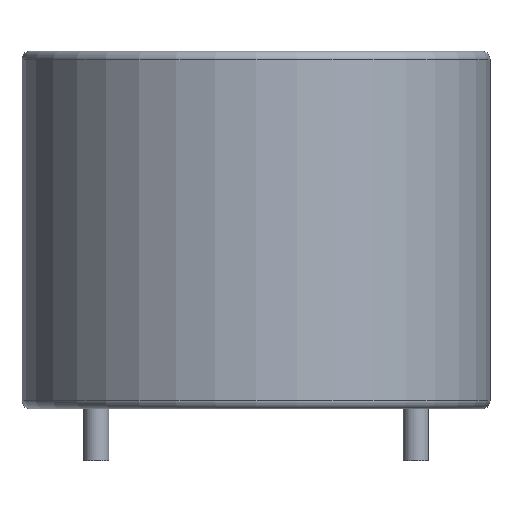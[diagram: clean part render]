
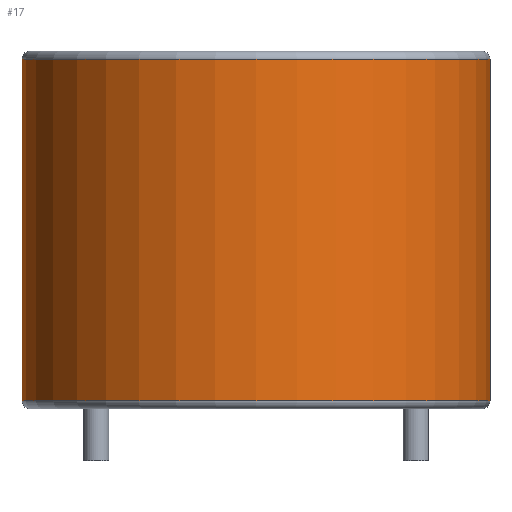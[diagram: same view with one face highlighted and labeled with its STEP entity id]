
A CAD part, front view. The second image highlights one B-rep face of the part: STEP entity #17.
In plain terms, the highlighted cylindrical face has radius 13.95 mm (diameter 27.9 mm), a full revolution.
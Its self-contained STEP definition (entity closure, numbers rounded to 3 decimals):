
#13=DIRECTION('',(0.,0.,1.));
#17=ADVANCED_FACE('',(#18),#41,.T.);
#18=FACE_BOUND('',#19,.F.);
#19=EDGE_LOOP('',(#20,#29,#35,#36));
#20=ORIENTED_EDGE('',*,*,#21,.T.);
#21=EDGE_CURVE('',#22,#24,#26,.T.);
#22=VERTEX_POINT('',#23);
#23=CARTESIAN_POINT('',(23.475,0.,0.6));
#24=VERTEX_POINT('',#25);
#25=CARTESIAN_POINT('',(23.475,0.,20.94));
#26=LINE('',#27,#28);
#27=CARTESIAN_POINT('',(23.475,0.,0.1));
#28=VECTOR('',#13,1.);
#29=ORIENTED_EDGE('',*,*,#30,.T.);
#30=EDGE_CURVE('',#24,#24,#31,.T.);
#31=CIRCLE('',#32,13.95);
#32=AXIS2_PLACEMENT_3D('',#33,#13,#34);
#33=CARTESIAN_POINT('',(9.525,0.,20.94));
#34=DIRECTION('',(1.,0.,0.));
#35=ORIENTED_EDGE('',*,*,#21,.F.);
#36=ORIENTED_EDGE('',*,*,#37,.F.);
#37=EDGE_CURVE('',#22,#22,#38,.T.);
#38=CIRCLE('',#39,13.95);
#39=AXIS2_PLACEMENT_3D('',#40,#13,#34);
#40=CARTESIAN_POINT('',(9.525,0.,0.6));
#41=CYLINDRICAL_SURFACE('',#42,13.95);
#42=AXIS2_PLACEMENT_3D('',#43,#44,#34);
#43=CARTESIAN_POINT('',(9.525,0.,0.1));
#44=DIRECTION('',(0.,0.,-1.));
